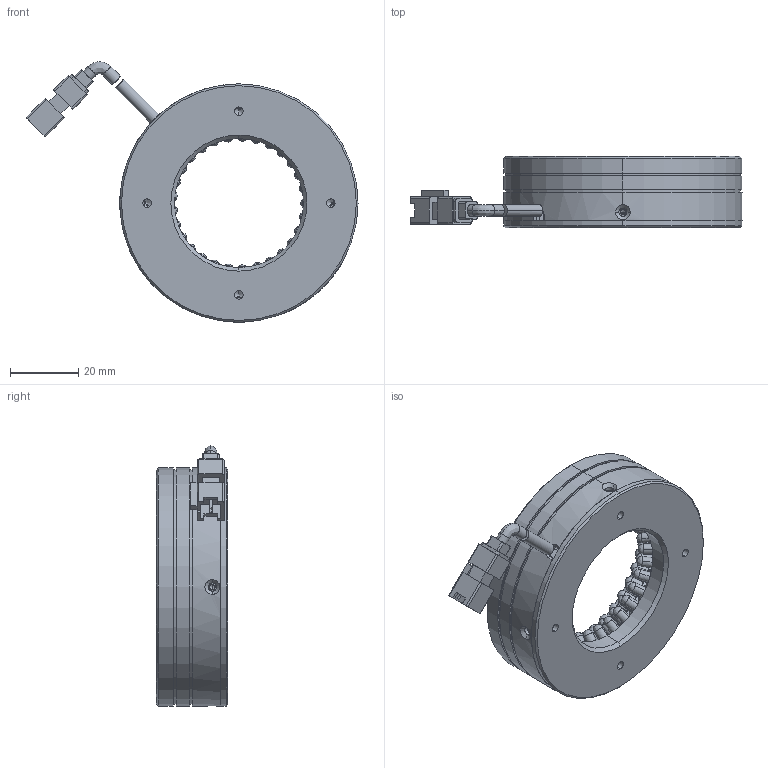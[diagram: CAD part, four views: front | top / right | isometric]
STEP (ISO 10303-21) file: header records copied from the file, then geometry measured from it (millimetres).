
FILE_DESCRIPTION (( 'STEP AP214' ), '1' );
FILE_NAME ('660012-W.STEP', '2019-03-24T07:12:00', ( 'user' ), ( '微软中国' ), 'SwSTEP 2.0', 'SolidWorks 2016', '' );
FILE_SCHEMA (( 'AUTOMOTIVE_DESIGN' ));
Length unit declared in the file: millimetre
Products named in the file (1): 660012-W
Bounding box: 97.58 x 21 x 76.5 mm (x, y, z)
Volume: 29731.7 mm3; surface area: 35149.5 mm2
Topology: 103 solids, 103 shells, 1900 faces, 4593 edges, 3005 vertices
Faces by surface type: plane 1251, cylinder 494, bspline 103, cone 52
Entity records: 78891 total; most frequent: CARTESIAN_POINT 12874, DIRECTION 9001, ORIENTED_EDGE 8762, EDGE_CURVE 4381, VECTOR 3061, LINE 3061, VERTEX_POINT 3005, AXIS2_PLACEMENT_3D 2970
